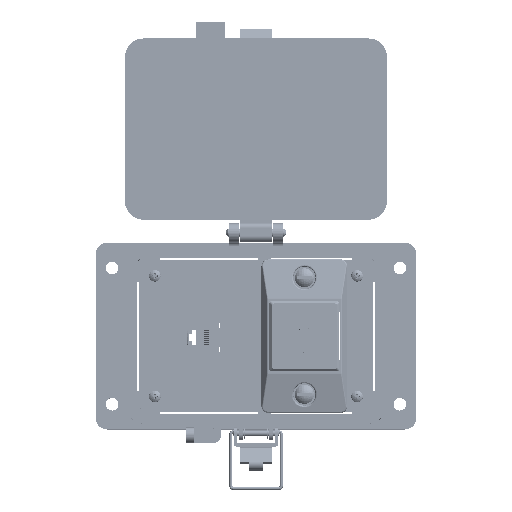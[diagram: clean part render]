
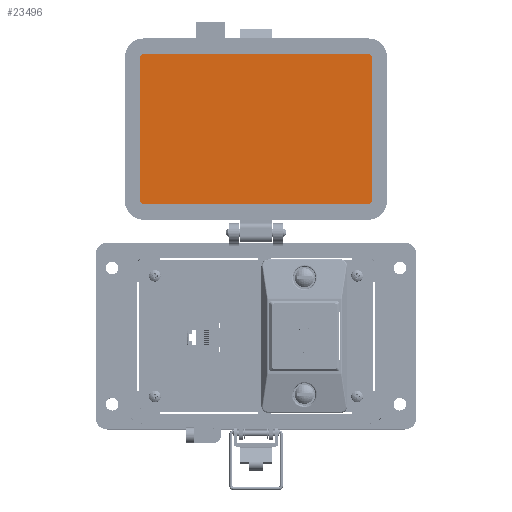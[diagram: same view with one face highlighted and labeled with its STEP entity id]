
A CAD part, top view. The second image highlights one B-rep face of the part: STEP entity #23496.
In plain terms, the highlighted planar face has unit normal (0, 0, 1).
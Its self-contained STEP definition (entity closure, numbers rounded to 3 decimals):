
#4754 = ORIENTED_EDGE ( 'NONE', *, *, #87265, .F. ) ;
#5223 = VECTOR ( 'NONE', #83136, 1000. ) ;
#5908 = ORIENTED_EDGE ( 'NONE', *, *, #34969, .F. ) ;
#6684 = LINE ( 'NONE', #27239, #5223 ) ;
#8297 = CARTESIAN_POINT ( 'NONE',  ( 57.717, 69.55, 8.694 ) ) ;
#8873 = ORIENTED_EDGE ( 'NONE', *, *, #33150, .F. ) ;
#9208 = DIRECTION ( 'NONE',  ( 0., 0., -1. ) ) ;
#9864 = ORIENTED_EDGE ( 'NONE', *, *, #83348, .F. ) ;
#9937 = EDGE_LOOP ( 'NONE', ( #79121, #82381, #4754, #16530, #9864, #5908, #82714, #8873 ) ) ;
#11631 = AXIS2_PLACEMENT_3D ( 'NONE', #45405, #31429, #24423 ) ;
#13318 = DIRECTION ( 'NONE',  ( 0., -1., 0. ) ) ;
#16530 = ORIENTED_EDGE ( 'NONE', *, *, #63406, .F. ) ;
#16771 = VERTEX_POINT ( 'NONE', #60138 ) ;
#17423 = CARTESIAN_POINT ( 'NONE',  ( -57.72, 69.55, 8.694 ) ) ;
#19601 = LINE ( 'NONE', #84819, #86181 ) ;
#20323 = DIRECTION ( 'NONE',  ( 0., -1., 0. ) ) ;
#21648 = CARTESIAN_POINT ( 'NONE',  ( -30.745, 145.119, 8.694 ) ) ;
#23496 = ADVANCED_FACE ( 'NONE', ( #57047 ), #85470, .T. ) ;
#24353 = CARTESIAN_POINT ( 'NONE',  ( 59.502, 143.334, 8.694 ) ) ;
#24423 = DIRECTION ( 'NONE',  ( 0., -1., 0. ) ) ;
#24785 = LINE ( 'NONE', #75062, #87661 ) ;
#26540 = VECTOR ( 'NONE', #13318, 1000. ) ;
#27239 = CARTESIAN_POINT ( 'NONE',  ( -57.72, 67.765, 8.694 ) ) ;
#28370 = VERTEX_POINT ( 'NONE', #24353 ) ;
#28756 = CARTESIAN_POINT ( 'NONE',  ( -59.505, 69.55, 8.694 ) ) ;
#31429 = DIRECTION ( 'NONE',  ( 0., 0., -1. ) ) ;
#31591 = AXIS2_PLACEMENT_3D ( 'NONE', #8297, #9208, #64256 ) ;
#32353 = DIRECTION ( 'NONE',  ( 0., 0., -1. ) ) ;
#33150 = EDGE_CURVE ( 'NONE', #16771, #88101, #19601, .T. ) ;
#34969 = EDGE_CURVE ( 'NONE', #28370, #54663, #83230, .T. ) ;
#35900 = EDGE_CURVE ( 'NONE', #52301, #90809, #24785, .T. ) ;
#37564 = CIRCLE ( 'NONE', #31591, 1.785 ) ;
#40347 = CARTESIAN_POINT ( 'NONE',  ( -57.72, 67.765, 8.694 ) ) ;
#41042 = CARTESIAN_POINT ( 'NONE',  ( -59.505, 143.334, 8.694 ) ) ;
#42635 = DIRECTION ( 'NONE',  ( 0., 0., 1. ) ) ;
#43086 = EDGE_CURVE ( 'NONE', #88101, #28370, #88103, .T. ) ;
#45405 = CARTESIAN_POINT ( 'NONE',  ( -57.72, 143.334, 8.694 ) ) ;
#49253 = CARTESIAN_POINT ( 'NONE',  ( 59.502, 69.55, 8.694 ) ) ;
#49501 = AXIS2_PLACEMENT_3D ( 'NONE', #49713, #62724, #20323 ) ;
#49713 = CARTESIAN_POINT ( 'NONE',  ( 57.717, 143.334, 8.694 ) ) ;
#50081 = DIRECTION ( 'NONE',  ( 0., -1., 0. ) ) ;
#52301 = VERTEX_POINT ( 'NONE', #28756 ) ;
#54663 = VERTEX_POINT ( 'NONE', #67822 ) ;
#54674 = VERTEX_POINT ( 'NONE', #40347 ) ;
#57047 = FACE_OUTER_BOUND ( 'NONE', #9937, .T. ) ;
#60138 = CARTESIAN_POINT ( 'NONE',  ( -57.72, 145.119, 8.694 ) ) ;
#62724 = DIRECTION ( 'NONE',  ( 0., 0., -1. ) ) ;
#63406 = EDGE_CURVE ( 'NONE', #65504, #54674, #6684, .T. ) ;
#64256 = DIRECTION ( 'NONE',  ( 0., -1., 0. ) ) ;
#65504 = VERTEX_POINT ( 'NONE', #70347 ) ;
#67822 = CARTESIAN_POINT ( 'NONE',  ( 59.502, 69.55, 8.694 ) ) ;
#70347 = CARTESIAN_POINT ( 'NONE',  ( 57.717, 67.765, 8.694 ) ) ;
#73341 = AXIS2_PLACEMENT_3D ( 'NONE', #17423, #32353, #74271 ) ;
#74271 = DIRECTION ( 'NONE',  ( 0., -1., 0. ) ) ;
#75062 = CARTESIAN_POINT ( 'NONE',  ( -59.505, 143.334, 8.694 ) ) ;
#75886 = CARTESIAN_POINT ( 'NONE',  ( 57.717, 145.119, 8.694 ) ) ;
#77516 = EDGE_CURVE ( 'NONE', #90809, #16771, #78659, .T. ) ;
#78659 = CIRCLE ( 'NONE', #11631, 1.785 ) ;
#79121 = ORIENTED_EDGE ( 'NONE', *, *, #77516, .F. ) ;
#82381 = ORIENTED_EDGE ( 'NONE', *, *, #35900, .F. ) ;
#82714 = ORIENTED_EDGE ( 'NONE', *, *, #43086, .F. ) ;
#83136 = DIRECTION ( 'NONE',  ( -1., 0., 0. ) ) ;
#83230 = LINE ( 'NONE', #49253, #26540 ) ;
#83348 = EDGE_CURVE ( 'NONE', #54663, #65504, #37564, .T. ) ;
#84819 = CARTESIAN_POINT ( 'NONE',  ( 57.717, 145.119, 8.694 ) ) ;
#85190 = CIRCLE ( 'NONE', #73341, 1.785 ) ;
#85470 = PLANE ( 'NONE',  #89904 ) ;
#86181 = VECTOR ( 'NONE', #90880, 1000. ) ;
#87265 = EDGE_CURVE ( 'NONE', #54674, #52301, #85190, .T. ) ;
#87661 = VECTOR ( 'NONE', #88595, 1000. ) ;
#88101 = VERTEX_POINT ( 'NONE', #75886 ) ;
#88103 = CIRCLE ( 'NONE', #49501, 1.785 ) ;
#88595 = DIRECTION ( 'NONE',  ( 0., 1., 0. ) ) ;
#89904 = AXIS2_PLACEMENT_3D ( 'NONE', #21648, #42635, #50081 ) ;
#90809 = VERTEX_POINT ( 'NONE', #41042 ) ;
#90880 = DIRECTION ( 'NONE',  ( 1., 0., 0. ) ) ;
